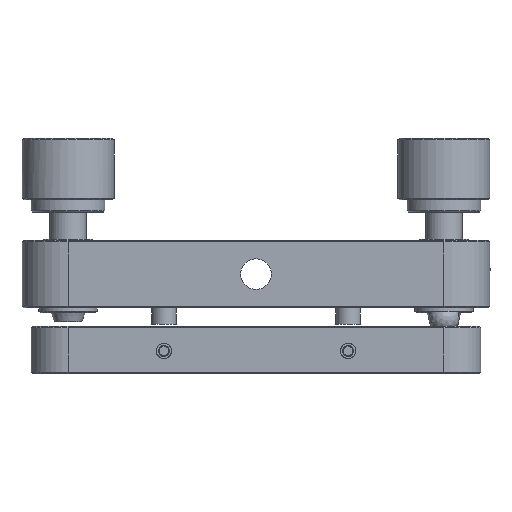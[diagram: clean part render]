
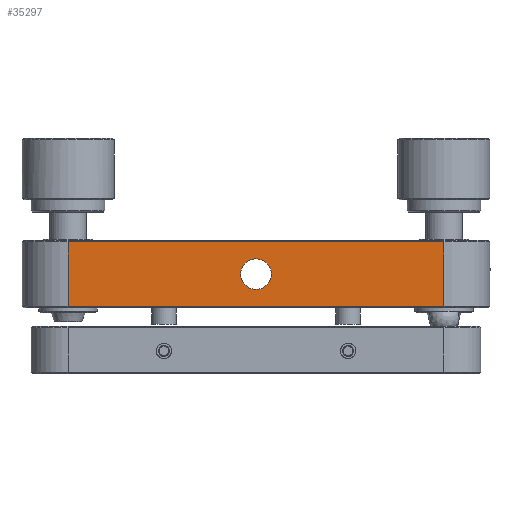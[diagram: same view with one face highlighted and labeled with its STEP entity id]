
A CAD part, front view. The second image highlights one B-rep face of the part: STEP entity #35297.
In plain terms, the highlighted planar face has unit normal (0, -1, 0).
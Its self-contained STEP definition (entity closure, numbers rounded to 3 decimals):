
#1300 = CARTESIAN_POINT ( 'NONE',  ( -1.508, -40.334, 41.744 ) ) ;
#1402 = CARTESIAN_POINT ( 'NONE',  ( -32.108, -40.334, 46.994 ) ) ;
#2220 = VERTEX_POINT ( 'NONE', #11738 ) ;
#2830 = VERTEX_POINT ( 'NONE', #31461 ) ;
#3107 = DIRECTION ( 'NONE',  ( 1., 0., 0. ) ) ;
#3156 = EDGE_CURVE ( 'NONE', #20034, #17527, #31617, .T. ) ;
#3268 = VECTOR ( 'NONE', #3107, 1000. ) ;
#3444 = EDGE_CURVE ( 'NONE', #17527, #2220, #36420, .T. ) ;
#4853 = ORIENTED_EDGE ( 'NONE', *, *, #5734, .F. ) ;
#4964 = DIRECTION ( 'NONE',  ( 0., 0., -1. ) ) ;
#5084 = VERTEX_POINT ( 'NONE', #18384 ) ;
#5734 = EDGE_CURVE ( 'NONE', #2830, #20034, #31054, .T. ) ;
#6671 = CARTESIAN_POINT ( 'NONE',  ( -1.508, -40.334, 36.494 ) ) ;
#7889 = AXIS2_PLACEMENT_3D ( 'NONE', #1300, #8057, #21145 ) ;
#8057 = DIRECTION ( 'NONE',  ( 0., -1., 0. ) ) ;
#10458 = CARTESIAN_POINT ( 'NONE',  ( 29.092, -40.334, 36.244 ) ) ;
#11738 = CARTESIAN_POINT ( 'NONE',  ( 29.092, -40.334, 36.494 ) ) ;
#11778 = EDGE_CURVE ( 'NONE', #5084, #5084, #30114, .T. ) ;
#11814 = EDGE_LOOP ( 'NONE', ( #32593, #22738, #21089, #4853 ) ) ;
#12058 = DIRECTION ( 'NONE',  ( 0., 0., 1. ) ) ;
#12135 = CARTESIAN_POINT ( 'NONE',  ( 29.092, -40.334, 46.994 ) ) ;
#12543 = FACE_BOUND ( 'NONE', #24906, .T. ) ;
#12955 = CARTESIAN_POINT ( 'NONE',  ( -39.608, -40.334, 36.244 ) ) ;
#16117 = PLANE ( 'NONE',  #33170 ) ;
#16301 = VECTOR ( 'NONE', #19992, 1000. ) ;
#17527 = VERTEX_POINT ( 'NONE', #12135 ) ;
#17842 = EDGE_CURVE ( 'NONE', #2220, #2830, #32219, .T. ) ;
#18384 = CARTESIAN_POINT ( 'NONE',  ( 0.992, -40.334, 41.744 ) ) ;
#19376 = VECTOR ( 'NONE', #12058, 1000. ) ;
#19504 = DIRECTION ( 'NONE',  ( 0., 1., 0. ) ) ;
#19948 = ORIENTED_EDGE ( 'NONE', *, *, #11778, .F. ) ;
#19992 = DIRECTION ( 'NONE',  ( -1., 0., 0. ) ) ;
#20034 = VERTEX_POINT ( 'NONE', #1402 ) ;
#21089 = ORIENTED_EDGE ( 'NONE', *, *, #3156, .F. ) ;
#21145 = DIRECTION ( 'NONE',  ( 1., 0., 0. ) ) ;
#22467 = DIRECTION ( 'NONE',  ( -1., 0., 0. ) ) ;
#22738 = ORIENTED_EDGE ( 'NONE', *, *, #3444, .F. ) ;
#24669 = VECTOR ( 'NONE', #4964, 1000. ) ;
#24906 = EDGE_LOOP ( 'NONE', ( #19948 ) ) ;
#30114 = CIRCLE ( 'NONE', #7889, 2.5 ) ;
#31054 = LINE ( 'NONE', #34845, #19376 ) ;
#31461 = CARTESIAN_POINT ( 'NONE',  ( -32.108, -40.334, 36.494 ) ) ;
#31617 = LINE ( 'NONE', #31826, #3268 ) ;
#31826 = CARTESIAN_POINT ( 'NONE',  ( -39.608, -40.334, 46.994 ) ) ;
#32219 = LINE ( 'NONE', #6671, #16301 ) ;
#32593 = ORIENTED_EDGE ( 'NONE', *, *, #17842, .F. ) ;
#33170 = AXIS2_PLACEMENT_3D ( 'NONE', #12955, #19504, #22467 ) ;
#34845 = CARTESIAN_POINT ( 'NONE',  ( -32.108, -40.334, 36.244 ) ) ;
#35297 = ADVANCED_FACE ( 'NONE', ( #41463, #12543 ), #16117, .F. ) ;
#36420 = LINE ( 'NONE', #10458, #24669 ) ;
#41463 = FACE_OUTER_BOUND ( 'NONE', #11814, .T. ) ;
